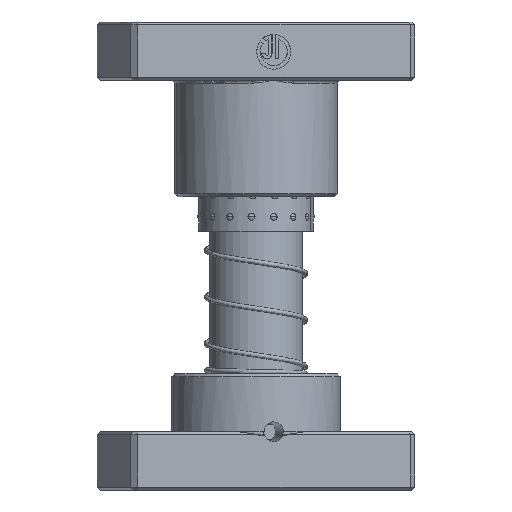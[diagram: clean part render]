
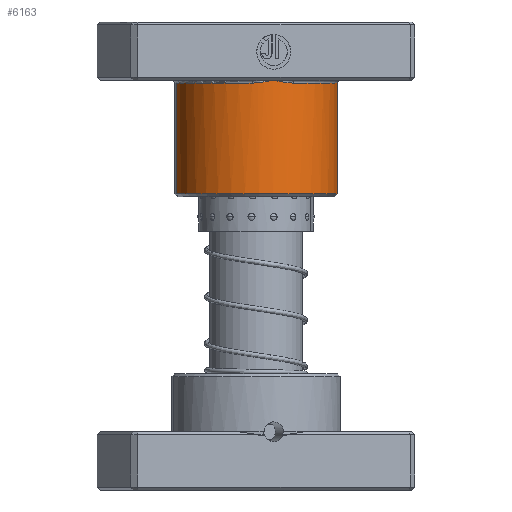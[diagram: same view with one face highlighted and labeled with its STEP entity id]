
A CAD part, front view. The second image highlights one B-rep face of the part: STEP entity #6163.
In plain terms, the highlighted cylindrical face has radius 28 mm (diameter 56 mm), a partial arc.
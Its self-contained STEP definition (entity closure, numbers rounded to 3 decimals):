
#28 = DIRECTION ( 'NONE',  ( 1., 0., 0. ) ) ;
#1052 = EDGE_CURVE ( 'NONE', #39500, #34110, #6120, .T. ) ;
#1326 = VERTEX_POINT ( 'NONE', #40590 ) ;
#1839 = EDGE_CURVE ( 'NONE', #7582, #1326, #14875, .T. ) ;
#1876 = ORIENTED_EDGE ( 'NONE', *, *, #6430, .T. ) ;
#2056 = CARTESIAN_POINT ( 'NONE',  ( 0.304, 28., 20.058 ) ) ;
#2296 = CARTESIAN_POINT ( 'NONE',  ( 28., 0., 21. ) ) ;
#2742 = CARTESIAN_POINT ( 'NONE',  ( 0., 0., 21. ) ) ;
#4225 = CARTESIAN_POINT ( 'NONE',  ( -1.223, 28., 20.235 ) ) ;
#5174 = CARTESIAN_POINT ( 'NONE',  ( 6.081, 27.339, 20.959 ) ) ;
#6033 = DIRECTION ( 'NONE',  ( 1., 0., 0. ) ) ;
#6120 = B_SPLINE_CURVE_WITH_KNOTS ( 'NONE', 3,
 ( #8467, #31258, #5174, #11742, #34680, #15067, #37934, #18365, #41186, #21640, #2056, #24953 ),
 .UNSPECIFIED., .F., .F.,
 ( 4, 2, 2, 2, 2, 4 ),
 ( 0., 0.002, 0.004, 0.006, 0.006, 0.007 ),
 .UNSPECIFIED. ) ;
#6163 = ADVANCED_FACE ( 'NONE', ( #7435 ), #32552, .T. ) ;
#6293 = CARTESIAN_POINT ( 'NONE',  ( 7.289, 27.034, 21. ) ) ;
#6430 = EDGE_CURVE ( 'NONE', #11346, #12084, #21219, .T. ) ;
#7435 = FACE_OUTER_BOUND ( 'NONE', #30899, .T. ) ;
#7582 = VERTEX_POINT ( 'NONE', #18526 ) ;
#8467 = CARTESIAN_POINT ( 'NONE',  ( 7.289, 27.034, 21. ) ) ;
#11038 = EDGE_CURVE ( 'NONE', #13495, #1326, #26294, .T. ) ;
#11100 = CARTESIAN_POINT ( 'NONE',  ( -2.448, 27.92, 20.472 ) ) ;
#11346 = VERTEX_POINT ( 'NONE', #17015 ) ;
#11742 = CARTESIAN_POINT ( 'NONE',  ( 4.873, 27.58, 20.837 ) ) ;
#11840 = DIRECTION ( 'NONE',  ( 0., 0., -1. ) ) ;
#11898 = CARTESIAN_POINT ( 'NONE',  ( 0., 0., 60. ) ) ;
#12084 = VERTEX_POINT ( 'NONE', #2296 ) ;
#13090 = CARTESIAN_POINT ( 'NONE',  ( 0., 28., 20. ) ) ;
#13495 = VERTEX_POINT ( 'NONE', #22197 ) ;
#14407 = CARTESIAN_POINT ( 'NONE',  ( -4.873, 27.58, 20.837 ) ) ;
#14875 = LINE ( 'NONE', #14891, #33816 ) ;
#14891 = CARTESIAN_POINT ( 'NONE',  ( -28., 0., 60. ) ) ;
#15067 = CARTESIAN_POINT ( 'NONE',  ( 3.054, 27.84, 20.566 ) ) ;
#17015 = CARTESIAN_POINT ( 'NONE',  ( 28., 0., 59. ) ) ;
#17411 = AXIS2_PLACEMENT_3D ( 'NONE', #2742, #25646, #6033 ) ;
#17717 = CARTESIAN_POINT ( 'NONE',  ( -6.685, 27.198, 21. ) ) ;
#18331 = DIRECTION ( 'NONE',  ( 0., 0., 1. ) ) ;
#18365 = CARTESIAN_POINT ( 'NONE',  ( 1.529, 27.96, 20.291 ) ) ;
#18526 = CARTESIAN_POINT ( 'NONE',  ( -28., 0., 59. ) ) ;
#18818 = ORIENTED_EDGE ( 'NONE', *, *, #11038, .T. ) ;
#18956 = AXIS2_PLACEMENT_3D ( 'NONE', #37897, #18331, #41151 ) ;
#19621 = DIRECTION ( 'NONE',  ( 0., 0., -1. ) ) ;
#20403 = AXIS2_PLACEMENT_3D ( 'NONE', #11898, #21941, #31570 ) ;
#21219 = LINE ( 'NONE', #38593, #25855 ) ;
#21640 = CARTESIAN_POINT ( 'NONE',  ( 0.611, 27.995, 20.118 ) ) ;
#21847 = ORIENTED_EDGE ( 'NONE', *, *, #1052, .T. ) ;
#21941 = DIRECTION ( 'NONE',  ( 0., 0., -1. ) ) ;
#22197 = CARTESIAN_POINT ( 'NONE',  ( -7.289, 27.034, 21. ) ) ;
#22698 = EDGE_CURVE ( 'NONE', #34110, #13495, #24094, .T. ) ;
#24094 = B_SPLINE_CURVE_WITH_KNOTS ( 'NONE', 3,
 ( #30448, #4225, #11100, #34027, #14407, #37286, #17717, #40525 ),
 .UNSPECIFIED., .F., .F.,
 ( 4, 2, 2, 4 ),
 ( 0., 0.004, 0.006, 0.007 ),
 .UNSPECIFIED. ) ;
#24422 = ORIENTED_EDGE ( 'NONE', *, *, #37855, .T. ) ;
#24953 = CARTESIAN_POINT ( 'NONE',  ( 0., 28., 20. ) ) ;
#25646 = DIRECTION ( 'NONE',  ( 0., 0., 1. ) ) ;
#25855 = VECTOR ( 'NONE', #32095, 1000. ) ;
#26026 = ORIENTED_EDGE ( 'NONE', *, *, #1839, .F. ) ;
#26294 = CIRCLE ( 'NONE', #18956, 28. ) ;
#28013 = ORIENTED_EDGE ( 'NONE', *, *, #22698, .T. ) ;
#29509 = ORIENTED_EDGE ( 'NONE', *, *, #42338, .T. ) ;
#30448 = CARTESIAN_POINT ( 'NONE',  ( 0., 28., 20. ) ) ;
#30899 = EDGE_LOOP ( 'NONE', ( #29509, #1876, #24422, #21847, #28013, #18818, #26026 ) ) ;
#31258 = CARTESIAN_POINT ( 'NONE',  ( 6.685, 27.198, 21. ) ) ;
#31570 = DIRECTION ( 'NONE',  ( -1., 0., 0. ) ) ;
#32095 = DIRECTION ( 'NONE',  ( 0., 0., -1. ) ) ;
#32552 = CYLINDRICAL_SURFACE ( 'NONE', #20403, 28. ) ;
#33816 = VECTOR ( 'NONE', #11840, 1000. ) ;
#34027 = CARTESIAN_POINT ( 'NONE',  ( -4.268, 27.68, 20.755 ) ) ;
#34110 = VERTEX_POINT ( 'NONE', #13090 ) ;
#34680 = CARTESIAN_POINT ( 'NONE',  ( 4.268, 27.68, 20.755 ) ) ;
#37286 = CARTESIAN_POINT ( 'NONE',  ( -6.081, 27.339, 20.959 ) ) ;
#37855 = EDGE_CURVE ( 'NONE', #12084, #39500, #38052, .T. ) ;
#37897 = CARTESIAN_POINT ( 'NONE',  ( 0., 0., 21. ) ) ;
#37934 = CARTESIAN_POINT ( 'NONE',  ( 2.446, 27.9, 20.46 ) ) ;
#38052 = CIRCLE ( 'NONE', #17411, 28. ) ;
#38593 = CARTESIAN_POINT ( 'NONE',  ( 28., 0., 60. ) ) ;
#39178 = CARTESIAN_POINT ( 'NONE',  ( 0., 0., 59. ) ) ;
#39500 = VERTEX_POINT ( 'NONE', #6293 ) ;
#39768 = AXIS2_PLACEMENT_3D ( 'NONE', #39178, #19621, #28 ) ;
#40525 = CARTESIAN_POINT ( 'NONE',  ( -7.289, 27.034, 21. ) ) ;
#40590 = CARTESIAN_POINT ( 'NONE',  ( -28., 0., 21. ) ) ;
#41151 = DIRECTION ( 'NONE',  ( 1., 0., 0. ) ) ;
#41184 = CIRCLE ( 'NONE', #39768, 28. ) ;
#41186 = CARTESIAN_POINT ( 'NONE',  ( 1.223, 27.975, 20.234 ) ) ;
#42338 = EDGE_CURVE ( 'NONE', #7582, #11346, #41184, .T. ) ;
